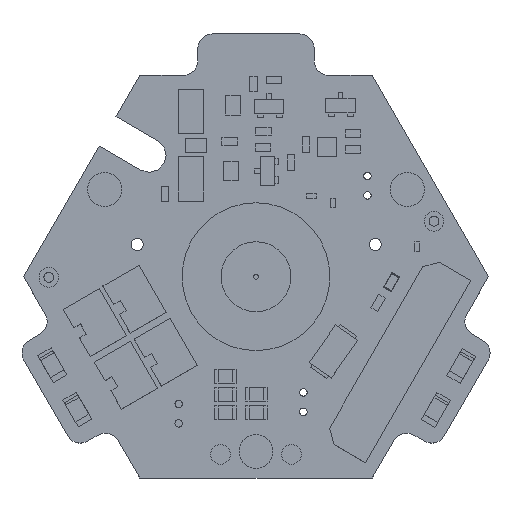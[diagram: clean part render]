
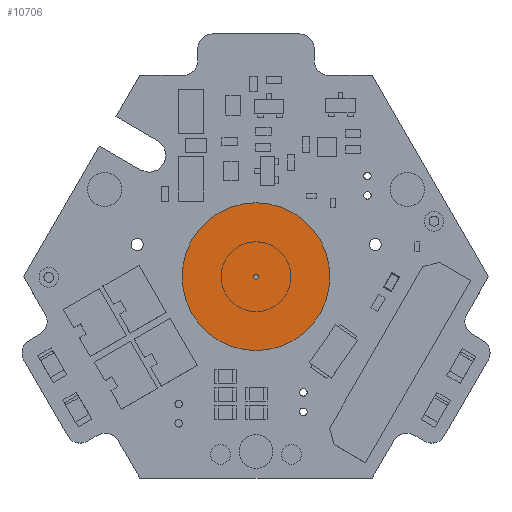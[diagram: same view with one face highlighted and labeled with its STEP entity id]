
A CAD part, top view. The second image highlights one B-rep face of the part: STEP entity #10706.
In plain terms, the highlighted planar face has unit normal (0, 0, 1).
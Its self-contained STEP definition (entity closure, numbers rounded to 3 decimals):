
#10678 = VERTEX_POINT('',#10679);
#10679 = CARTESIAN_POINT('',(7.62,0.,0.));
#10685 = EDGE_CURVE('',#10678,#10678,#10686,.T.);
#10686 = CIRCLE('',#10687,7.62);
#10687 = AXIS2_PLACEMENT_3D('',#10688,#10689,#10690);
#10688 = CARTESIAN_POINT('',(0.,0.,0.));
#10689 = DIRECTION('',(0.,0.,1.));
#10690 = DIRECTION('',(1.,0.,0.));
#10706 = ADVANCED_FACE('',(#10707),#10710,.F.);
#10707 = FACE_BOUND('',#10708,.T.);
#10708 = EDGE_LOOP('',(#10709));
#10709 = ORIENTED_EDGE('',*,*,#10685,.T.);
#10710 = PLANE('',#10711);
#10711 = AXIS2_PLACEMENT_3D('',#10712,#10713,#10714);
#10712 = CARTESIAN_POINT('',(7.62,0.,0.));
#10713 = DIRECTION('',(0.,0.,-1.));
#10714 = DIRECTION('',(-1.,0.,0.));
